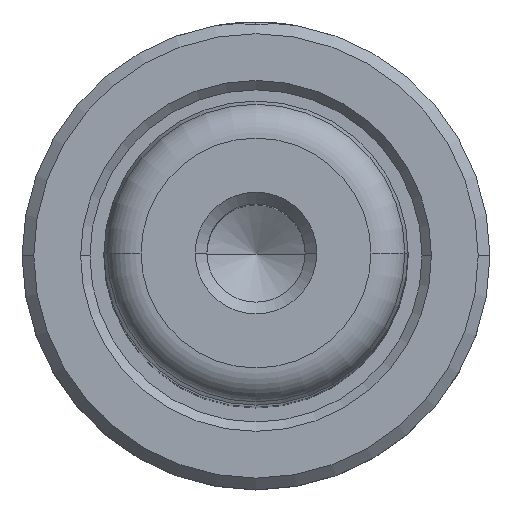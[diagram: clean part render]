
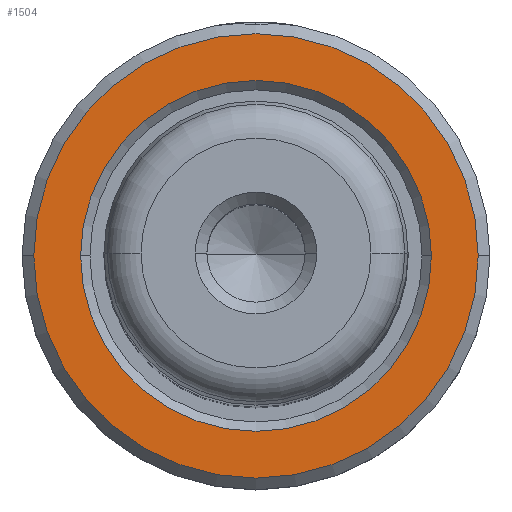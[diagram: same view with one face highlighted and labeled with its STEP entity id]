
A CAD part, top view. The second image highlights one B-rep face of the part: STEP entity #1504.
In plain terms, the highlighted planar face has unit normal (0, 0, 1).
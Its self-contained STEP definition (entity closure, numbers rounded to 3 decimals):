
#28 = ORIENTED_EDGE ( 'NONE', *, *, #659, .T. ) ;
#120 = VERTEX_POINT ( 'NONE', #349 ) ;
#291 = ORIENTED_EDGE ( 'NONE', *, *, #1357, .T. ) ;
#349 = CARTESIAN_POINT ( 'NONE',  ( 9.5, 0., 40. ) ) ;
#356 = CARTESIAN_POINT ( 'NONE',  ( -9.5, 0., 40. ) ) ;
#501 = DIRECTION ( 'NONE',  ( -1., 0., 0. ) ) ;
#630 = EDGE_CURVE ( 'NONE', #2342, #2252, #2130, .T. ) ;
#656 = AXIS2_PLACEMENT_3D ( 'NONE', #785, #1008, #2195 ) ;
#659 = EDGE_CURVE ( 'NONE', #120, #2164, #2036, .T. ) ;
#785 = CARTESIAN_POINT ( 'NONE',  ( 6.5, 0., 40. ) ) ;
#830 = DIRECTION ( 'NONE',  ( -1., 0., 0. ) ) ;
#837 = CARTESIAN_POINT ( 'NONE',  ( 0., 0., 40. ) ) ;
#915 = DIRECTION ( 'NONE',  ( 0., 0., 1. ) ) ;
#955 = AXIS2_PLACEMENT_3D ( 'NONE', #2370, #2352, #2345 ) ;
#1008 = DIRECTION ( 'NONE',  ( 0., 0., -1. ) ) ;
#1011 = CARTESIAN_POINT ( 'NONE',  ( 0., 0., 40. ) ) ;
#1047 = DIRECTION ( 'NONE',  ( -1., 0., 0. ) ) ;
#1107 = CIRCLE ( 'NONE', #1482, 9.5 ) ;
#1357 = EDGE_CURVE ( 'NONE', #2164, #120, #1107, .T. ) ;
#1361 = DIRECTION ( 'NONE',  ( 0., 0., -1. ) ) ;
#1424 = CARTESIAN_POINT ( 'NONE',  ( 0., 0., 40. ) ) ;
#1455 = CIRCLE ( 'NONE', #1876, 7.5 ) ;
#1482 = AXIS2_PLACEMENT_3D ( 'NONE', #1424, #915, #501 ) ;
#1504 = ADVANCED_FACE ( 'NONE', ( #1802, #2086 ), #2030, .F. ) ;
#1576 = EDGE_CURVE ( 'NONE', #2252, #2342, #1455, .T. ) ;
#1590 = EDGE_LOOP ( 'NONE', ( #1982, #2015 ) ) ;
#1760 = EDGE_LOOP ( 'NONE', ( #291, #28 ) ) ;
#1802 = FACE_BOUND ( 'NONE', #1590, .T. ) ;
#1876 = AXIS2_PLACEMENT_3D ( 'NONE', #837, #2069, #1047 ) ;
#1923 = AXIS2_PLACEMENT_3D ( 'NONE', #1011, #1361, #830 ) ;
#1982 = ORIENTED_EDGE ( 'NONE', *, *, #630, .T. ) ;
#2015 = ORIENTED_EDGE ( 'NONE', *, *, #1576, .T. ) ;
#2029 = CARTESIAN_POINT ( 'NONE',  ( -7.5, 0., 40. ) ) ;
#2030 = PLANE ( 'NONE',  #656 ) ;
#2036 = CIRCLE ( 'NONE', #955, 9.5 ) ;
#2057 = CARTESIAN_POINT ( 'NONE',  ( 7.5, 0., 40. ) ) ;
#2069 = DIRECTION ( 'NONE',  ( 0., 0., -1. ) ) ;
#2086 = FACE_OUTER_BOUND ( 'NONE', #1760, .T. ) ;
#2130 = CIRCLE ( 'NONE', #1923, 7.5 ) ;
#2164 = VERTEX_POINT ( 'NONE', #356 ) ;
#2195 = DIRECTION ( 'NONE',  ( -1., 0., 0. ) ) ;
#2252 = VERTEX_POINT ( 'NONE', #2029 ) ;
#2342 = VERTEX_POINT ( 'NONE', #2057 ) ;
#2345 = DIRECTION ( 'NONE',  ( -1., 0., 0. ) ) ;
#2352 = DIRECTION ( 'NONE',  ( 0., 0., 1. ) ) ;
#2370 = CARTESIAN_POINT ( 'NONE',  ( 0., 0., 40. ) ) ;
